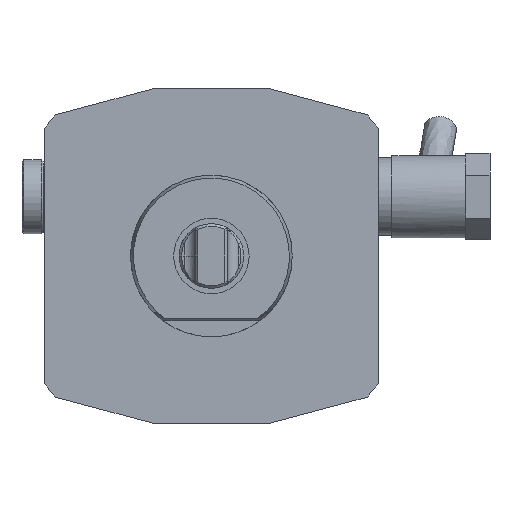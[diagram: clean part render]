
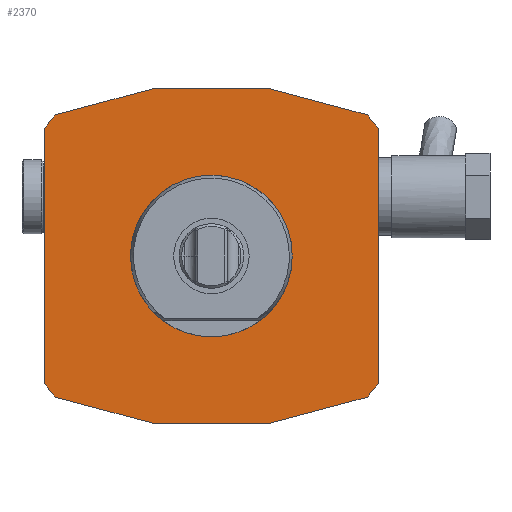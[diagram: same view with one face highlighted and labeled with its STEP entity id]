
A CAD part, front view. The second image highlights one B-rep face of the part: STEP entity #2370.
In plain terms, the highlighted planar face has unit normal (0, -1, 0).
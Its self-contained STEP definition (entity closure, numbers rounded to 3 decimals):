
#243 = FACE_BOUND ( 'NONE', #9189, .T. ) ;
#335 = CARTESIAN_POINT ( 'NONE',  ( 0., 0., 31. ) ) ;
#357 = EDGE_LOOP ( 'NONE', ( #16914, #6224, #9424, #21430, #10778, #11509, #6002, #5355, #4587, #16141, #10238, #10226 ) ) ;
#637 = EDGE_CURVE ( 'NONE', #1166, #4593, #13403, .T. ) ;
#696 = CIRCLE ( 'NONE', #15547, 39. ) ;
#1124 = CARTESIAN_POINT ( 'NONE',  ( -31., 0., 23.664 ) ) ;
#1127 = VERTEX_POINT ( 'NONE', #14683 ) ;
#1128 = DIRECTION ( 'NONE',  ( 1., 0., 0. ) ) ;
#1166 = VERTEX_POINT ( 'NONE', #20199 ) ;
#1426 = EDGE_CURVE ( 'NONE', #3010, #20299, #18613, .T. ) ;
#1546 = DIRECTION ( 'NONE',  ( 0., 1., 0. ) ) ;
#1717 = CARTESIAN_POINT ( 'NONE',  ( 11., 0., -31. ) ) ;
#1737 = DIRECTION ( 'NONE',  ( 0., 0., 1. ) ) ;
#1769 = CARTESIAN_POINT ( 'NONE',  ( 31., 0., 23.664 ) ) ;
#1933 = DIRECTION ( 'NONE',  ( 0., -1., 0. ) ) ;
#2250 = DIRECTION ( 'NONE',  ( -0.966, 0., -0.259 ) ) ;
#2370 = ADVANCED_FACE ( 'Defeature completata1_35', ( #16161, #243 ), #21063, .F. ) ;
#2555 = VERTEX_POINT ( 'NONE', #4493 ) ;
#2748 = VERTEX_POINT ( 'NONE', #4789 ) ;
#2814 = CARTESIAN_POINT ( 'NONE',  ( 0., 0., 0. ) ) ;
#2856 = CARTESIAN_POINT ( 'NONE',  ( -28.881, 0., 26.209 ) ) ;
#3010 = VERTEX_POINT ( 'NONE', #21647 ) ;
#3554 = DIRECTION ( 'NONE',  ( 1., 0., 0. ) ) ;
#3762 = VERTEX_POINT ( 'NONE', #2856 ) ;
#3811 = LINE ( 'NONE', #16587, #19666 ) ;
#4349 = CIRCLE ( 'NONE', #17382, 39. ) ;
#4493 = CARTESIAN_POINT ( 'NONE',  ( 0., 0., 14.657 ) ) ;
#4587 = ORIENTED_EDGE ( 'NONE', *, *, #1426, .F. ) ;
#4593 = VERTEX_POINT ( 'NONE', #1124 ) ;
#4789 = CARTESIAN_POINT ( 'NONE',  ( 28.881, 0., -26.209 ) ) ;
#4829 = VECTOR ( 'NONE', #8348, 1000. ) ;
#5355 = ORIENTED_EDGE ( 'NONE', *, *, #13312, .T. ) ;
#5861 = EDGE_CURVE ( 'NONE', #7610, #19657, #10960, .T. ) ;
#5902 = CARTESIAN_POINT ( 'NONE',  ( 0., 0., 0. ) ) ;
#6002 = ORIENTED_EDGE ( 'NONE', *, *, #20515, .F. ) ;
#6224 = ORIENTED_EDGE ( 'NONE', *, *, #14382, .T. ) ;
#6299 = CIRCLE ( 'NONE', #19326, 39. ) ;
#6998 = CIRCLE ( 'NONE', #22219, 39. ) ;
#7105 = DIRECTION ( 'NONE',  ( -0.966, 0., 0.259 ) ) ;
#7190 = LINE ( 'NONE', #335, #19718 ) ;
#7205 = VERTEX_POINT ( 'NONE', #12534 ) ;
#7312 = CARTESIAN_POINT ( 'NONE',  ( 0., 0., 39. ) ) ;
#7518 = VERTEX_POINT ( 'NONE', #1769 ) ;
#7610 = VERTEX_POINT ( 'NONE', #18383 ) ;
#7705 = CARTESIAN_POINT ( 'NONE',  ( 18.237, 0., -29.061 ) ) ;
#8348 = DIRECTION ( 'NONE',  ( 0., 0., -1. ) ) ;
#8630 = DIRECTION ( 'NONE',  ( 0., 0., 1. ) ) ;
#9189 = EDGE_LOOP ( 'NONE', ( #19066 ) ) ;
#9424 = ORIENTED_EDGE ( 'NONE', *, *, #5861, .F. ) ;
#9683 = LINE ( 'NONE', #7705, #19826 ) ;
#10120 = DIRECTION ( 'NONE',  ( 1., 0., 0. ) ) ;
#10141 = CIRCLE ( 'NONE', #10892, 14.657 ) ;
#10226 = ORIENTED_EDGE ( 'NONE', *, *, #11903, .T. ) ;
#10238 = ORIENTED_EDGE ( 'NONE', *, *, #12164, .F. ) ;
#10778 = ORIENTED_EDGE ( 'NONE', *, *, #16770, .F. ) ;
#10826 = VECTOR ( 'NONE', #7105, 1000. ) ;
#10892 = AXIS2_PLACEMENT_3D ( 'NONE', #17471, #1546, #8630 ) ;
#10960 = LINE ( 'NONE', #15943, #10826 ) ;
#11163 = DIRECTION ( 'NONE',  ( 1., 0., 0. ) ) ;
#11267 = DIRECTION ( 'NONE',  ( -1., 0., 0. ) ) ;
#11509 = ORIENTED_EDGE ( 'NONE', *, *, #12830, .T. ) ;
#11695 = DIRECTION ( 'NONE',  ( 0.966, 0., 0.259 ) ) ;
#11710 = AXIS2_PLACEMENT_3D ( 'NONE', #7312, #15810, #12684 ) ;
#11737 = VECTOR ( 'NONE', #22869, 1000. ) ;
#11903 = EDGE_CURVE ( 'NONE', #3762, #4593, #4349, .T. ) ;
#12164 = EDGE_CURVE ( 'NONE', #3762, #7205, #22383, .T. ) ;
#12534 = CARTESIAN_POINT ( 'NONE',  ( -11., 0., 31. ) ) ;
#12572 = VECTOR ( 'NONE', #11695, 1000. ) ;
#12684 = DIRECTION ( 'NONE',  ( -1., 0., 0. ) ) ;
#12830 = EDGE_CURVE ( 'NONE', #2748, #1127, #696, .T. ) ;
#13010 = DIRECTION ( 'NONE',  ( 0., -1., 0. ) ) ;
#13194 = EDGE_CURVE ( 'NONE', #14896, #7610, #3811, .T. ) ;
#13312 = EDGE_CURVE ( 'NONE', #7518, #20299, #6998, .T. ) ;
#13403 = LINE ( 'NONE', #17003, #22077 ) ;
#14382 = EDGE_CURVE ( 'NONE', #1166, #19657, #6299, .T. ) ;
#14683 = CARTESIAN_POINT ( 'NONE',  ( 31., 0., -23.664 ) ) ;
#14691 = EDGE_CURVE ( 'NONE', #7205, #3010, #7190, .T. ) ;
#14896 = VERTEX_POINT ( 'NONE', #1717 ) ;
#15186 = CARTESIAN_POINT ( 'NONE',  ( 0., 0., 0. ) ) ;
#15547 = AXIS2_PLACEMENT_3D ( 'NONE', #15994, #1933, #3554 ) ;
#15775 = CARTESIAN_POINT ( 'NONE',  ( -1.263, 0., 34.286 ) ) ;
#15810 = DIRECTION ( 'NONE',  ( 0., 1., 0. ) ) ;
#15943 = CARTESIAN_POINT ( 'NONE',  ( -18.237, 0., -29.061 ) ) ;
#15994 = CARTESIAN_POINT ( 'NONE',  ( 0., 0., 0. ) ) ;
#16141 = ORIENTED_EDGE ( 'NONE', *, *, #14691, .F. ) ;
#16161 = FACE_OUTER_BOUND ( 'NONE', #357, .T. ) ;
#16587 = CARTESIAN_POINT ( 'NONE',  ( 0., 0., -31. ) ) ;
#16730 = CARTESIAN_POINT ( 'NONE',  ( 28.881, 0., 26.209 ) ) ;
#16770 = EDGE_CURVE ( 'NONE', #2748, #14896, #9683, .T. ) ;
#16914 = ORIENTED_EDGE ( 'NONE', *, *, #637, .F. ) ;
#17003 = CARTESIAN_POINT ( 'NONE',  ( -31., 0., 39. ) ) ;
#17382 = AXIS2_PLACEMENT_3D ( 'NONE', #5902, #13010, #20142 ) ;
#17424 = CARTESIAN_POINT ( 'NONE',  ( 31., 0., 39. ) ) ;
#17471 = CARTESIAN_POINT ( 'NONE',  ( 0., 0., 0. ) ) ;
#17906 = EDGE_CURVE ( 'NONE', #2555, #2555, #10141, .T. ) ;
#18383 = CARTESIAN_POINT ( 'NONE',  ( -11., 0., -31. ) ) ;
#18613 = LINE ( 'NONE', #15775, #11737 ) ;
#18797 = CARTESIAN_POINT ( 'NONE',  ( 1.263, 0., 34.286 ) ) ;
#19066 = ORIENTED_EDGE ( 'NONE', *, *, #17906, .T. ) ;
#19326 = AXIS2_PLACEMENT_3D ( 'NONE', #2814, #20718, #10120 ) ;
#19657 = VERTEX_POINT ( 'NONE', #20690 ) ;
#19666 = VECTOR ( 'NONE', #11267, 1000. ) ;
#19718 = VECTOR ( 'NONE', #11163, 1000. ) ;
#19826 = VECTOR ( 'NONE', #2250, 1000. ) ;
#20142 = DIRECTION ( 'NONE',  ( 1., 0., 0. ) ) ;
#20199 = CARTESIAN_POINT ( 'NONE',  ( -31., 0., -23.664 ) ) ;
#20299 = VERTEX_POINT ( 'NONE', #16730 ) ;
#20515 = EDGE_CURVE ( 'NONE', #7518, #1127, #22758, .T. ) ;
#20568 = DIRECTION ( 'NONE',  ( 0., -1., 0. ) ) ;
#20690 = CARTESIAN_POINT ( 'NONE',  ( -28.881, 0., -26.209 ) ) ;
#20718 = DIRECTION ( 'NONE',  ( 0., -1., 0. ) ) ;
#21063 = PLANE ( 'NONE',  #11710 ) ;
#21430 = ORIENTED_EDGE ( 'NONE', *, *, #13194, .F. ) ;
#21647 = CARTESIAN_POINT ( 'NONE',  ( 11., 0., 31. ) ) ;
#22077 = VECTOR ( 'NONE', #1737, 1000. ) ;
#22219 = AXIS2_PLACEMENT_3D ( 'NONE', #15186, #20568, #1128 ) ;
#22383 = LINE ( 'NONE', #18797, #12572 ) ;
#22758 = LINE ( 'NONE', #17424, #4829 ) ;
#22869 = DIRECTION ( 'NONE',  ( 0.966, 0., -0.259 ) ) ;
